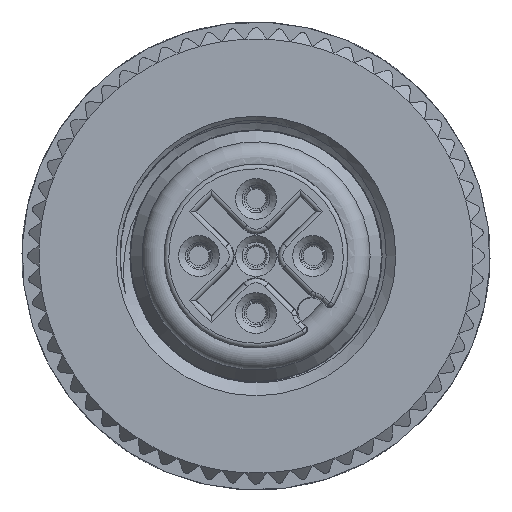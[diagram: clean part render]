
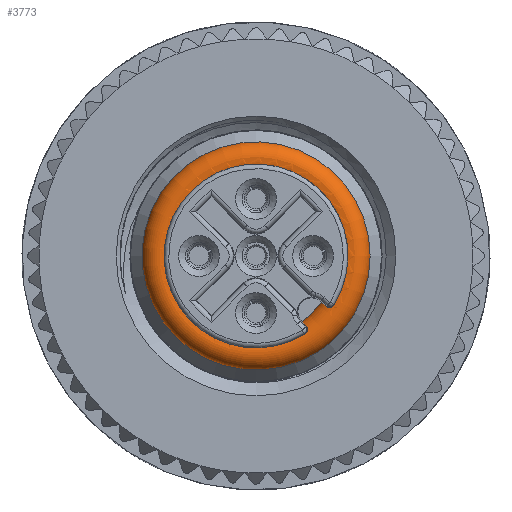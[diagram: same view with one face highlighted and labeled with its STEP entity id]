
A CAD part, front view. The second image highlights one B-rep face of the part: STEP entity #3773.
In plain terms, the highlighted toroidal (fillet/blend) face has major radius 4.25 mm and minor radius 0.75 mm.
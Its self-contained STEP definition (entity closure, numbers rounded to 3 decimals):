
#46=TOROIDAL_SURFACE('',#19437,4.25,0.75);
#133=FACE_BOUND('',#6181,.T.);
#134=FACE_BOUND('',#6182,.T.);
#3773=ADVANCED_FACE('',(#133,#134),#46,.T.);
#6181=EDGE_LOOP('',(#11163));
#6182=EDGE_LOOP('',(#11164,#11165,#11166,#11167,#11168,#11169,#11170,#11171));
#6962=CIRCLE('',#19431,4.025);
#6964=CIRCLE('',#19435,4.025);
#6965=CIRCLE('',#19436,3.543);
#11163=ORIENTED_EDGE('',*,*,#16465,.F.);
#11164=ORIENTED_EDGE('',*,*,#16470,.F.);
#11165=ORIENTED_EDGE('',*,*,#16469,.T.);
#11166=ORIENTED_EDGE('',*,*,#16471,.T.);
#11167=ORIENTED_EDGE('',*,*,#16472,.T.);
#11168=ORIENTED_EDGE('',*,*,#16473,.T.);
#11169=ORIENTED_EDGE('',*,*,#16474,.T.);
#11170=ORIENTED_EDGE('',*,*,#16475,.T.);
#11171=ORIENTED_EDGE('',*,*,#16476,.F.);
#13964=VERTEX_POINT('',#37590);
#13965=VERTEX_POINT('',#37596);
#13968=VERTEX_POINT('',#37601);
#13969=VERTEX_POINT('',#37615);
#13970=VERTEX_POINT('',#37620);
#13971=VERTEX_POINT('',#37627);
#13972=VERTEX_POINT('',#37629);
#13973=VERTEX_POINT('',#37636);
#13974=VERTEX_POINT('',#37641);
#16465=EDGE_CURVE('',#13964,#13964,#6962,.T.);
#16469=EDGE_CURVE('',#13965,#13968,#17949,.T.);
#16470=EDGE_CURVE('',#13965,#13969,#6964,.T.);
#16471=EDGE_CURVE('',#13968,#13970,#17950,.T.);
#16472=EDGE_CURVE('',#13970,#13971,#17951,.T.);
#16473=EDGE_CURVE('',#13971,#13972,#6965,.T.);
#16474=EDGE_CURVE('',#13972,#13973,#17952,.T.);
#16475=EDGE_CURVE('',#13973,#13974,#17953,.T.);
#16476=EDGE_CURVE('',#13969,#13974,#17954,.T.);
#17949=B_SPLINE_CURVE_WITH_KNOTS('',3,(#37602,#37603,#37604,#37605,#37606,
#37607,#37608,#37609,#37610,#37611,#37612),.UNSPECIFIED.,.F.,.F.,(4,1,1,
1,1,1,1,1,4),(0.,0.125,0.25,0.375,0.5,0.625,0.75,0.875,1.),
 .UNSPECIFIED.);
#17950=B_SPLINE_CURVE_WITH_KNOTS('',3,(#37616,#37617,#37618,#37619),
 .UNSPECIFIED.,.F.,.F.,(4,4),(0.,1.),.UNSPECIFIED.);
#17951=B_SPLINE_CURVE_WITH_KNOTS('',3,(#37621,#37622,#37623,#37624,#37625,
#37626),.UNSPECIFIED.,.F.,.F.,(4,1,1,4),(0.,0.333,0.667,
1.),.UNSPECIFIED.);
#17952=B_SPLINE_CURVE_WITH_KNOTS('',3,(#37630,#37631,#37632,#37633,#37634,
#37635),.UNSPECIFIED.,.F.,.F.,(4,1,1,4),(0.,0.333,0.667,
1.),.UNSPECIFIED.);
#17953=B_SPLINE_CURVE_WITH_KNOTS('',3,(#37637,#37638,#37639,#37640),
 .UNSPECIFIED.,.F.,.F.,(4,4),(0.,1.),.UNSPECIFIED.);
#17954=B_SPLINE_CURVE_WITH_KNOTS('',3,(#37642,#37643,#37644,#37645,#37646,
#37647,#37648,#37649,#37650,#37651,#37652),.UNSPECIFIED.,.F.,.F.,(4,1,1,
1,1,1,1,1,4),(0.,0.125,0.25,0.375,0.5,0.625,0.75,0.875,1.),
 .UNSPECIFIED.);
#19431=AXIS2_PLACEMENT_3D('',#37589,#23123,#23124);
#19435=AXIS2_PLACEMENT_3D('',#37614,#23132,#23133);
#19436=AXIS2_PLACEMENT_3D('',#37628,#23134,#23135);
#19437=AXIS2_PLACEMENT_3D('',#37653,#23136,#23137);
#23123=DIRECTION('',(0.,1.,0.));
#23124=DIRECTION('',(1.,0.,0.));
#23132=DIRECTION('',(0.,-1.,0.));
#23133=DIRECTION('',(0.843,0.,-0.537));
#23134=DIRECTION('',(0.,1.,0.));
#23135=DIRECTION('',(0.818,0.,-0.576));
#23136=DIRECTION('',(0.,1.,0.));
#23137=DIRECTION('',(-1.,0.,0.));
#37589=CARTESIAN_POINT('',(0.,-1.135,0.));
#37590=CARTESIAN_POINT('',(4.025,-1.135,0.));
#37596=CARTESIAN_POINT('',(3.395,-2.565,-2.162));
#37601=CARTESIAN_POINT('',(3.095,-2.451,-2.207));
#37602=CARTESIAN_POINT('',(3.395,-2.565,-2.162));
#37603=CARTESIAN_POINT('',(3.387,-2.565,-2.174));
#37604=CARTESIAN_POINT('',(3.369,-2.565,-2.196));
#37605=CARTESIAN_POINT('',(3.337,-2.56,-2.223));
#37606=CARTESIAN_POINT('',(3.299,-2.553,-2.243));
#37607=CARTESIAN_POINT('',(3.258,-2.543,-2.254));
#37608=CARTESIAN_POINT('',(3.215,-2.528,-2.256));
#37609=CARTESIAN_POINT('',(3.173,-2.508,-2.249));
#37610=CARTESIAN_POINT('',(3.132,-2.483,-2.234));
#37611=CARTESIAN_POINT('',(3.107,-2.462,-2.217));
#37612=CARTESIAN_POINT('',(3.095,-2.451,-2.207));
#37614=CARTESIAN_POINT('',(0.,-2.565,0.));
#37615=CARTESIAN_POINT('',(2.162,-2.565,-3.395));
#37616=CARTESIAN_POINT('',(3.095,-2.451,-2.207));
#37617=CARTESIAN_POINT('',(2.932,-2.29,-2.066));
#37618=CARTESIAN_POINT('',(2.865,-2.047,-2.01));
#37619=CARTESIAN_POINT('',(2.864,-1.85,-2.011));
#37620=CARTESIAN_POINT('',(2.864,-1.85,-2.011));
#37621=CARTESIAN_POINT('',(2.864,-1.85,-2.011));
#37622=CARTESIAN_POINT('',(2.864,-1.822,-2.011));
#37623=CARTESIAN_POINT('',(2.867,-1.765,-2.014));
#37624=CARTESIAN_POINT('',(2.877,-1.681,-2.023));
#37625=CARTESIAN_POINT('',(2.889,-1.627,-2.034));
#37626=CARTESIAN_POINT('',(2.896,-1.6,-2.04));
#37627=CARTESIAN_POINT('',(2.896,-1.6,-2.04));
#37628=CARTESIAN_POINT('',(0.,-1.6,0.));
#37629=CARTESIAN_POINT('',(2.04,-1.6,-2.896));
#37630=CARTESIAN_POINT('',(2.04,-1.6,-2.896));
#37631=CARTESIAN_POINT('',(2.034,-1.627,-2.889));
#37632=CARTESIAN_POINT('',(2.023,-1.681,-2.877));
#37633=CARTESIAN_POINT('',(2.014,-1.765,-2.867));
#37634=CARTESIAN_POINT('',(2.011,-1.822,-2.864));
#37635=CARTESIAN_POINT('',(2.011,-1.85,-2.864));
#37636=CARTESIAN_POINT('',(2.011,-1.85,-2.864));
#37637=CARTESIAN_POINT('',(2.011,-1.85,-2.864));
#37638=CARTESIAN_POINT('',(2.01,-2.047,-2.865));
#37639=CARTESIAN_POINT('',(2.066,-2.29,-2.932));
#37640=CARTESIAN_POINT('',(2.207,-2.451,-3.095));
#37641=CARTESIAN_POINT('',(2.207,-2.451,-3.095));
#37642=CARTESIAN_POINT('',(2.162,-2.565,-3.395));
#37643=CARTESIAN_POINT('',(2.174,-2.565,-3.387));
#37644=CARTESIAN_POINT('',(2.196,-2.565,-3.369));
#37645=CARTESIAN_POINT('',(2.223,-2.56,-3.337));
#37646=CARTESIAN_POINT('',(2.243,-2.553,-3.299));
#37647=CARTESIAN_POINT('',(2.254,-2.543,-3.258));
#37648=CARTESIAN_POINT('',(2.256,-2.528,-3.215));
#37649=CARTESIAN_POINT('',(2.249,-2.508,-3.173));
#37650=CARTESIAN_POINT('',(2.234,-2.483,-3.132));
#37651=CARTESIAN_POINT('',(2.217,-2.462,-3.107));
#37652=CARTESIAN_POINT('',(2.207,-2.451,-3.095));
#37653=CARTESIAN_POINT('',(0.,-1.85,0.));
